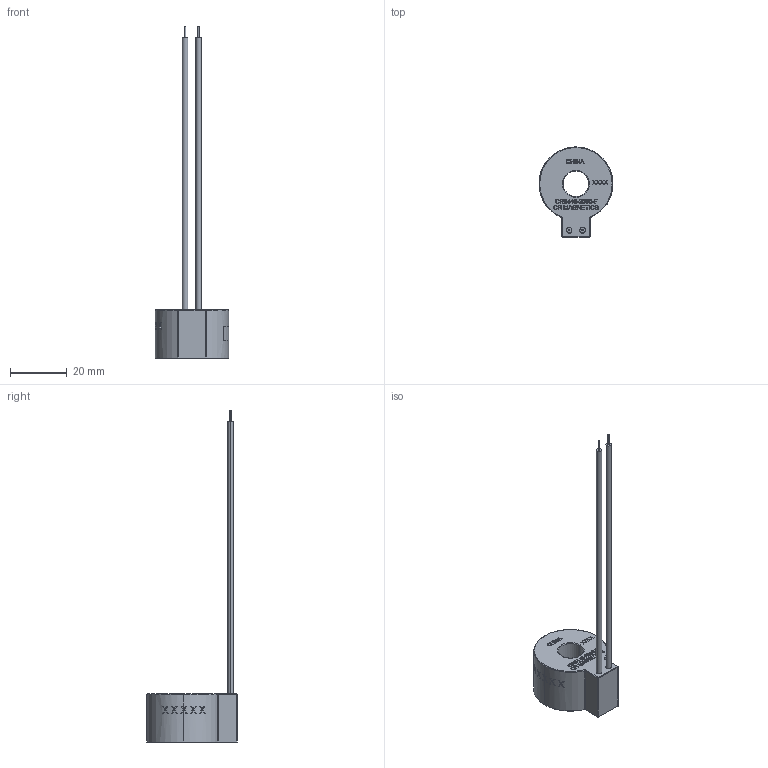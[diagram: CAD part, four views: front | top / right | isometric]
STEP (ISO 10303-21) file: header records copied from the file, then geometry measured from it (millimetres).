
FILE_DESCRIPTION (( 'STEP AP203' ), '1' );
FILE_NAME ('CR8449-2000-F.STEP', '2023-08-09T20:15:21', ( '' ), ( '' ), 'SwSTEP 2.0', 'SolidWorks 2022', '' );
FILE_SCHEMA (( 'CONFIG_CONTROL_DESIGN' ));
Length unit declared in the file: millimetre
Products named in the file (1): CR8449-2000-F
Bounding box: 26.06 x 31.8 x 117 mm (x, y, z)
Volume: 9447.3 mm3; surface area: 4365.4 mm2
Topology: 1 solids, 1 shells, 581 faces, 1557 edges, 1032 vertices
Faces by surface type: plane 358, bspline 181, cylinder 26, torus 14, sphere 2
Entity records: 27539 total; most frequent: CARTESIAN_POINT 14202, ORIENTED_EDGE 3110, DIRECTION 2056, EDGE_CURVE 1555, VECTOR 1044, LINE 1044, VERTEX_POINT 1032, EDGE_LOOP 639
